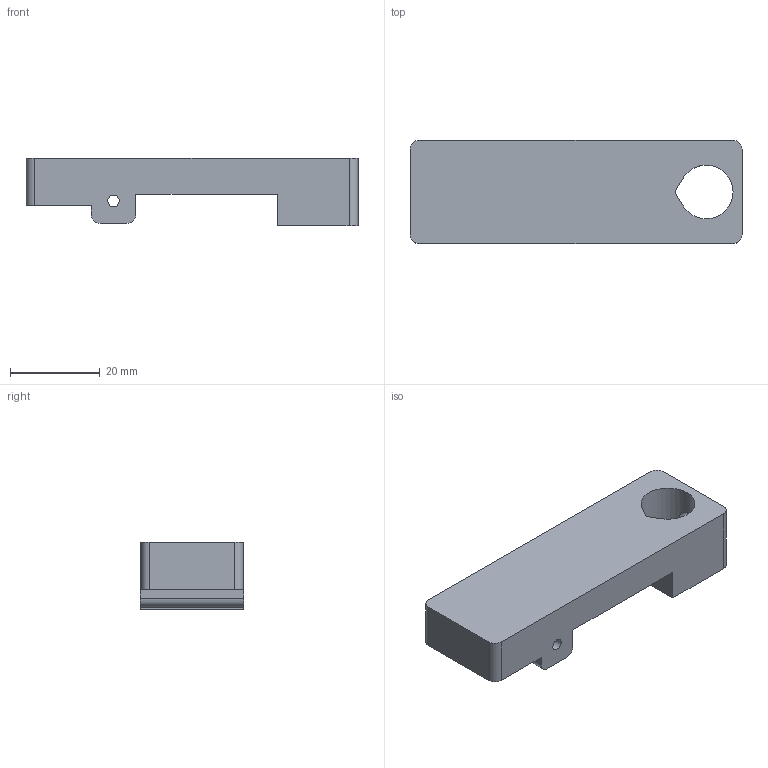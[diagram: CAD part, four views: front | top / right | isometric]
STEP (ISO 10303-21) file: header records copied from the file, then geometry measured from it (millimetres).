
FILE_DESCRIPTION(('FreeCAD Model'),'2;1');
FILE_NAME('Pen support.step', '2017-10-18T17:47:36',('Author'),(''), 'Open CASCADE STEP processor 6.8','FreeCAD','Unknown');
FILE_SCHEMA(('AUTOMOTIVE_DESIGN_CC2 { 1 2 10303 214 -1 1 5 4 }'));
Length unit declared in the file: millimetre
Products named in the file (2): ASSEMBLY; Pocket043003033
Assembly tree (1 placements, depth 2):
  ASSEMBLY
    Pocket043003033
Bounding box: 74 x 23 x 15 mm (x, y, z)
Volume: 16782.8 mm3; surface area: 6511.5 mm2
Topology: 1 solids, 1 shells, 26 faces, 72 edges, 49 vertices
Faces by surface type: plane 15, cylinder 11
Full cylindrical faces by diameter (mm): 2.6 x1, 4 x1, 8 x1
Entity records: 2235 total; most frequent: CARTESIAN_POINT 759, DIRECTION 268, LINE 158, VECTOR 158, ORIENTED_EDGE 144, PCURVE 144, DEFINITIONAL_REPRESENTATION 144, EDGE_CURVE 72
